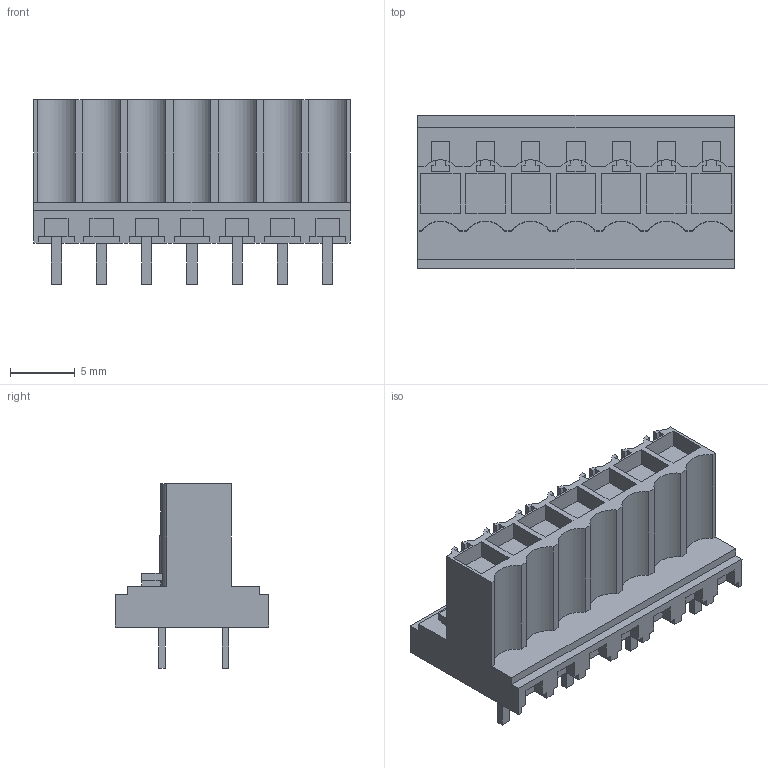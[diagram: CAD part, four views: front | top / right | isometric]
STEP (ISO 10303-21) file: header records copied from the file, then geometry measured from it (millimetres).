
FILE_DESCRIPTION(('CATIA V5 STEP Exchange','CAx-IF Rec.Pracs.--- Model Styling and Organization---1.2---2011-12-15'),'2;1');
FILE_NAME ('D1451598_0_1376290000_1376290000.stp','2017-04-29T07:26:25+00:00',('none'),('Weidmueller'),'CATIA Version 5-6 Release 2014','CATIA V5 STEP AP214','none');
FILE_SCHEMA(('AUTOMOTIVE_DESIGN { 1 0 10303 214 1 1 1 1 }'));
Length unit declared in the file: millimetre
Products named in the file (1): 1376290000
Bounding box: 24.5 x 11.85 x 14.3 mm (x, y, z)
Volume: 1587.9 mm3; surface area: 1737.5 mm2
Topology: 8 solids, 8 shells, 343 faces, 996 edges, 676 vertices
Faces by surface type: plane 329, cylinder 14
Entity records: 10479 total; most frequent: ORIENTED_EDGE 1992, CARTESIAN_POINT 1884, DIRECTION 1418, EDGE_CURVE 996, VECTOR 926, LINE 926, VERTEX_POINT 676, EDGE_LOOP 350
